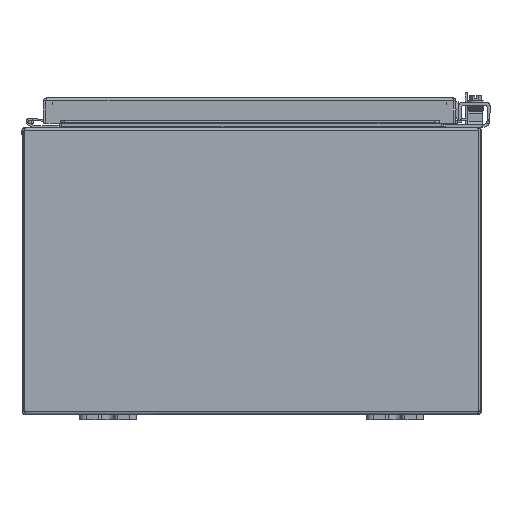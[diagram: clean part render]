
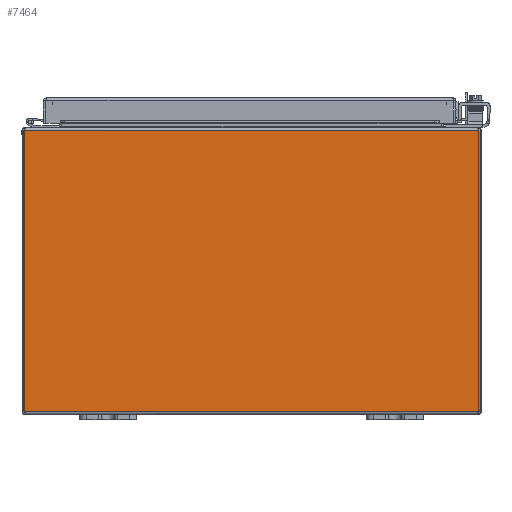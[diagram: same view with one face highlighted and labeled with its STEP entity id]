
A CAD part, front view. The second image highlights one B-rep face of the part: STEP entity #7464.
In plain terms, the highlighted planar face has unit normal (0, -1, 0).
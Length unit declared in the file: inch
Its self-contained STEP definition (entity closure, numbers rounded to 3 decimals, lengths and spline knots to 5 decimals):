
#6006=CARTESIAN_POINT('',(7.91495,-10.,9.89475));
#6007=VERTEX_POINT('',#6006);
#6039=CARTESIAN_POINT('',(-7.91495,-10.,9.89475));
#6040=VERTEX_POINT('',#6039);
#6054=CARTESIAN_POINT('',(7.91495,-10.,9.89475));
#6055=DIRECTION('',(-1.0,0.0,0.0));
#6056=VECTOR('',#6055,15.8299);
#6057=LINE('',#6054,#6056);
#6058=EDGE_CURVE('',#6007,#6040,#6057,.T.);
#6383=CARTESIAN_POINT('',(-7.963,-10.,9.89475));
#6384=VERTEX_POINT('',#6383);
#6391=CARTESIAN_POINT('',(-7.91495,-10.,9.89475));
#6392=DIRECTION('',(-1.0,0.0,0.0));
#6393=VECTOR('',#6392,0.04805);
#6394=LINE('',#6391,#6393);
#6395=EDGE_CURVE('',#6040,#6384,#6394,.T.);
#6561=CARTESIAN_POINT('',(7.963,-10.,9.89475));
#6562=VERTEX_POINT('',#6561);
#6563=CARTESIAN_POINT('',(7.963,-10.,9.89475));
#6564=DIRECTION('',(-1.0,0.0,0.0));
#6565=VECTOR('',#6564,0.04805);
#6566=LINE('',#6563,#6565);
#6567=EDGE_CURVE('',#6562,#6007,#6566,.T.);
#6592=CARTESIAN_POINT('',(7.963,-10.,0.12745));
#6593=VERTEX_POINT('',#6592);
#6594=CARTESIAN_POINT('',(7.963,-10.,9.89475));
#6595=DIRECTION('',(0.0,0.0,-1.0));
#6596=VECTOR('',#6595,9.7673);
#6597=LINE('',#6594,#6596);
#6598=EDGE_CURVE('',#6562,#6593,#6597,.T.);
#7396=CARTESIAN_POINT('',(-7.88277,-10.,0.10525));
#7397=VERTEX_POINT('',#7396);
#7404=CARTESIAN_POINT('',(-7.963,-10.0,0.12745));
#7405=VERTEX_POINT('',#7404);
#7406=CARTESIAN_POINT('',(-7.93789,-10.,0.06211));
#7407=DIRECTION('',(0.0,1.0,0.0));
#7408=DIRECTION('',(1.0,0.0,0.0));
#7409=AXIS2_PLACEMENT_3D('',#7406,#7407,#7408);
#7410=CIRCLE('',#7409,0.07);
#7411=EDGE_CURVE('',#7405,#7397,#7410,.T.);
#7431=CARTESIAN_POINT('',(0.,-10.,5.00948));
#7432=DIRECTION('',(0.0,1.0,0.0));
#7433=DIRECTION('',(1.0,0.0,0.0));
#7434=AXIS2_PLACEMENT_3D('',#7431,#7432,#7433);
#7435=PLANE('',#7434);
#7436=ORIENTED_EDGE('',*,*,#6567,.T.);
#7437=ORIENTED_EDGE('',*,*,#6058,.T.);
#7438=ORIENTED_EDGE('',*,*,#6395,.T.);
#7439=CARTESIAN_POINT('',(-7.963,-10.,0.12745));
#7440=DIRECTION('',(0.0,0.0,1.0));
#7441=VECTOR('',#7440,9.7673);
#7442=LINE('',#7439,#7441);
#7443=EDGE_CURVE('',#7405,#6384,#7442,.T.);
#7444=ORIENTED_EDGE('',*,*,#7443,.F.);
#7445=ORIENTED_EDGE('',*,*,#7411,.T.);
#7446=CARTESIAN_POINT('',(7.88277,-10.,0.10525));
#7447=VERTEX_POINT('',#7446);
#7448=CARTESIAN_POINT('',(-7.88277,-10.,0.10525));
#7449=DIRECTION('',(1.0,0.0,0.0));
#7450=VECTOR('',#7449,15.76553);
#7451=LINE('',#7448,#7450);
#7452=EDGE_CURVE('',#7397,#7447,#7451,.T.);
#7453=ORIENTED_EDGE('',*,*,#7452,.T.);
#7454=CARTESIAN_POINT('',(7.93789,-10.,0.06211));
#7455=DIRECTION('',(0.0,1.0,0.0));
#7456=DIRECTION('',(1.0,0.0,0.0));
#7457=AXIS2_PLACEMENT_3D('',#7454,#7455,#7456);
#7458=CIRCLE('',#7457,0.07);
#7459=EDGE_CURVE('',#7447,#6593,#7458,.T.);
#7460=ORIENTED_EDGE('',*,*,#7459,.T.);
#7461=ORIENTED_EDGE('',*,*,#6598,.F.);
#7462=EDGE_LOOP('',(#7436,#7437,#7438,#7444,#7445,#7453,#7460,#7461));
#7463=FACE_OUTER_BOUND('',#7462,.T.);
#7464=ADVANCED_FACE('',(#7463),#7435,.F.);
